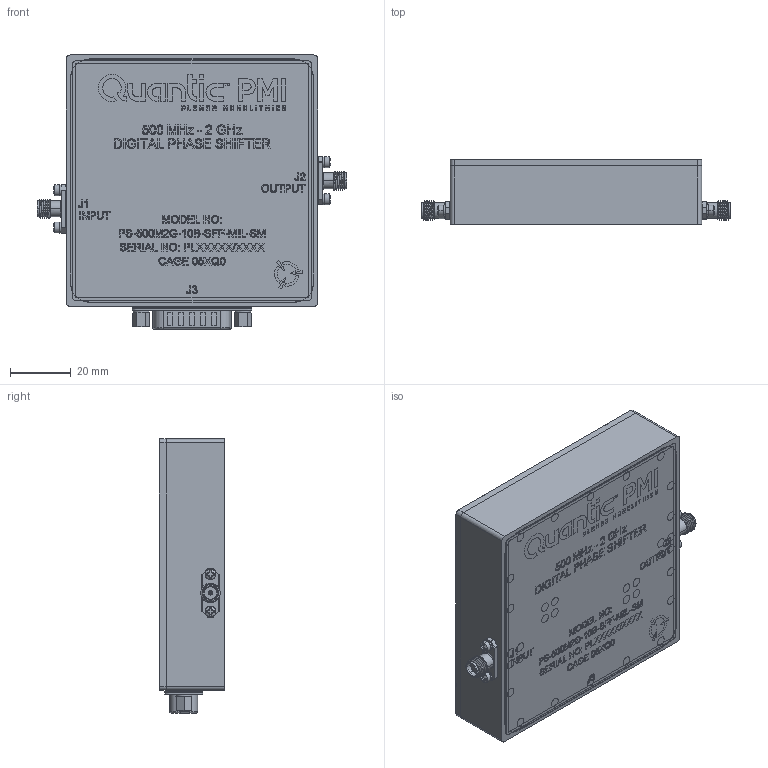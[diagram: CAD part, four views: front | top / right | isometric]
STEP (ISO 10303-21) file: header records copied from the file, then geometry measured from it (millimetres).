
FILE_DESCRIPTION (( 'STEP AP214' ), '1' );
FILE_NAME ('26945660 - Final Assembly.STEP', '2025-12-23T19:45:36', ( '' ), ( '' ), 'SwSTEP 2.0', 'SolidWorks 2025', '' );
FILE_SCHEMA (( 'AUTOMOTIVE_DESIGN' ));
Length unit declared in the file: millimetre
Products named in the file (1): 26945660 - Final Assembly
Bounding box: 101.75 x 21.39 x 89.97 mm (x, y, z)
Volume: 87942.3 mm3; surface area: 70666.5 mm2
Topology: 84 solids, 84 shells, 3985 faces, 11339 edges, 7945 vertices
Faces by surface type: plane 2130, cylinder 1006, bspline 417, cone 266, torus 122, sphere 44
Entity records: 192811 total; most frequent: CARTESIAN_POINT 59602, ORIENTED_EDGE 22334, DIRECTION 19115, EDGE_CURVE 11167, VERTEX_POINT 7937, VECTOR 6933, LINE 6933, AXIS2_PLACEMENT_3D 6091
